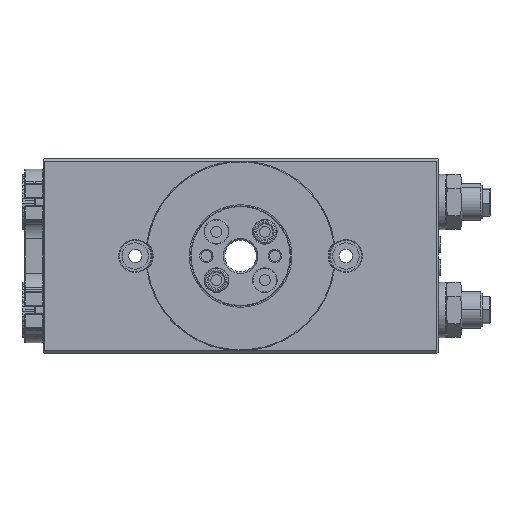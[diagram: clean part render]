
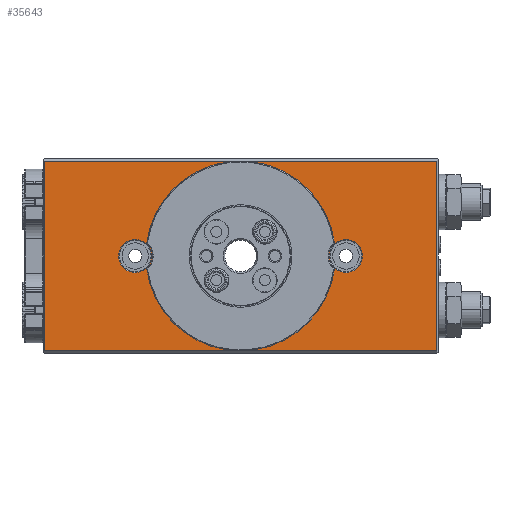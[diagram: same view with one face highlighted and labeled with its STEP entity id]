
A CAD part, front view. The second image highlights one B-rep face of the part: STEP entity #35643.
In plain terms, the highlighted planar face has unit normal (0, -1, 0).
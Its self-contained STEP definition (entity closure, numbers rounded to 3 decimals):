
#1545 = ORIENTED_EDGE ( 'NONE', *, *, #54234, .T. ) ;
#1886 = DIRECTION ( 'NONE',  ( 0., 0., -1. ) ) ;
#2223 = ORIENTED_EDGE ( 'NONE', *, *, #62946, .T. ) ;
#3622 = ORIENTED_EDGE ( 'NONE', *, *, #56860, .T. ) ;
#4796 = CIRCLE ( 'NONE', #30213, 6.3 ) ;
#5497 = VERTEX_POINT ( 'NONE', #40269 ) ;
#5657 = CARTESIAN_POINT ( 'NONE',  ( 40., 0., -6.3 ) ) ;
#5946 = DIRECTION ( 'NONE',  ( 0., 1., 0. ) ) ;
#6002 = CARTESIAN_POINT ( 'NONE',  ( 0., 0., 0. ) ) ;
#6825 = CARTESIAN_POINT ( 'NONE',  ( 74.5, 0., 36. ) ) ;
#7504 = ORIENTED_EDGE ( 'NONE', *, *, #24903, .T. ) ;
#8228 = DIRECTION ( 'NONE',  ( 0., 1., 0. ) ) ;
#8811 = VERTEX_POINT ( 'NONE', #51659 ) ;
#9792 = VERTEX_POINT ( 'NONE', #20587 ) ;
#9872 = CARTESIAN_POINT ( 'NONE',  ( 74.5, 0., 36. ) ) ;
#10068 = EDGE_CURVE ( 'NONE', #9792, #8811, #53544, .T. ) ;
#10270 = VERTEX_POINT ( 'NONE', #60301 ) ;
#10888 = CARTESIAN_POINT ( 'NONE',  ( 0., 0., 22.5 ) ) ;
#11098 = CIRCLE ( 'NONE', #12329, 6.3 ) ;
#11194 = DIRECTION ( 'NONE',  ( 0., 0., -1. ) ) ;
#12329 = AXIS2_PLACEMENT_3D ( 'NONE', #26513, #62526, #52575 ) ;
#14033 = ORIENTED_EDGE ( 'NONE', *, *, #43240, .F. ) ;
#14287 = DIRECTION ( 'NONE',  ( 0., 0., -1. ) ) ;
#14356 = EDGE_LOOP ( 'NONE', ( #3622, #2223 ) ) ;
#15178 = CIRCLE ( 'NONE', #30854, 6.3 ) ;
#15819 = PLANE ( 'NONE',  #29493 ) ;
#17439 = DIRECTION ( 'NONE',  ( 0., 0., -1. ) ) ;
#18167 = VERTEX_POINT ( 'NONE', #6825 ) ;
#19947 = CARTESIAN_POINT ( 'NONE',  ( 40., 0., 6.3 ) ) ;
#20587 = CARTESIAN_POINT ( 'NONE',  ( -74.5, 0., -36. ) ) ;
#22329 = LINE ( 'NONE', #54068, #41227 ) ;
#23181 = LINE ( 'NONE', #25013, #23979 ) ;
#23979 = VECTOR ( 'NONE', #14287, 1000. ) ;
#24132 = VERTEX_POINT ( 'NONE', #10888 ) ;
#24903 = EDGE_CURVE ( 'NONE', #59823, #9792, #23181, .T. ) ;
#25013 = CARTESIAN_POINT ( 'NONE',  ( -74.5, 0., -36. ) ) ;
#25622 = CIRCLE ( 'NONE', #49413, 22.5 ) ;
#25716 = VECTOR ( 'NONE', #60390, 1000. ) ;
#25757 = EDGE_CURVE ( 'NONE', #40111, #27875, #15178, .T. ) ;
#26396 = ORIENTED_EDGE ( 'NONE', *, *, #46027, .F. ) ;
#26513 = CARTESIAN_POINT ( 'NONE',  ( -40., 0., 0. ) ) ;
#27875 = VERTEX_POINT ( 'NONE', #5657 ) ;
#29493 = AXIS2_PLACEMENT_3D ( 'NONE', #31032, #31914, #61740 ) ;
#29536 = FACE_OUTER_BOUND ( 'NONE', #46466, .T. ) ;
#30213 = AXIS2_PLACEMENT_3D ( 'NONE', #57922, #37302, #1886 ) ;
#30841 = DIRECTION ( 'NONE',  ( 0., -1., 0. ) ) ;
#30854 = AXIS2_PLACEMENT_3D ( 'NONE', #56452, #5946, #11194 ) ;
#31032 = CARTESIAN_POINT ( 'NONE',  ( 0., 0., 0. ) ) ;
#31128 = FACE_BOUND ( 'NONE', #14356, .T. ) ;
#31914 = DIRECTION ( 'NONE',  ( 0., -1., 0. ) ) ;
#31993 = AXIS2_PLACEMENT_3D ( 'NONE', #48563, #8228, #47700 ) ;
#33440 = ORIENTED_EDGE ( 'NONE', *, *, #10068, .T. ) ;
#35091 = CIRCLE ( 'NONE', #57194, 22.5 ) ;
#35188 = EDGE_LOOP ( 'NONE', ( #45603, #54424 ) ) ;
#35643 = ADVANCED_FACE ( 'NONE', ( #31128, #42969, #29536, #49342 ), #15819, .T. ) ;
#37302 = DIRECTION ( 'NONE',  ( 0., 1., 0. ) ) ;
#39138 = LINE ( 'NONE', #9872, #25716 ) ;
#39287 = DIRECTION ( 'NONE',  ( 1., 0., 0. ) ) ;
#40111 = VERTEX_POINT ( 'NONE', #19947 ) ;
#40269 = CARTESIAN_POINT ( 'NONE',  ( -40., 0., -6.3 ) ) ;
#41106 = EDGE_CURVE ( 'NONE', #27875, #40111, #46351, .T. ) ;
#41191 = DIRECTION ( 'NONE',  ( 0., 0., -1. ) ) ;
#41227 = VECTOR ( 'NONE', #43426, 1000. ) ;
#42969 = FACE_BOUND ( 'NONE', #35188, .T. ) ;
#43240 = EDGE_CURVE ( 'NONE', #10270, #24132, #25622, .T. ) ;
#43426 = DIRECTION ( 'NONE',  ( -1., 0., 0. ) ) ;
#45008 = EDGE_CURVE ( 'NONE', #8811, #18167, #39138, .T. ) ;
#45603 = ORIENTED_EDGE ( 'NONE', *, *, #41106, .T. ) ;
#46027 = EDGE_CURVE ( 'NONE', #24132, #10270, #35091, .T. ) ;
#46351 = CIRCLE ( 'NONE', #31993, 6.3 ) ;
#46466 = EDGE_LOOP ( 'NONE', ( #33440, #52559, #1545, #7504 ) ) ;
#47700 = DIRECTION ( 'NONE',  ( 0., 0., -1. ) ) ;
#48563 = CARTESIAN_POINT ( 'NONE',  ( 40., 0., 0. ) ) ;
#49342 = FACE_BOUND ( 'NONE', #53478, .T. ) ;
#49413 = AXIS2_PLACEMENT_3D ( 'NONE', #52131, #57689, #17439 ) ;
#49449 = CARTESIAN_POINT ( 'NONE',  ( -40., 0., 6.3 ) ) ;
#51659 = CARTESIAN_POINT ( 'NONE',  ( 74.5, 0., -36. ) ) ;
#52131 = CARTESIAN_POINT ( 'NONE',  ( 0., 0., 0. ) ) ;
#52559 = ORIENTED_EDGE ( 'NONE', *, *, #45008, .T. ) ;
#52575 = DIRECTION ( 'NONE',  ( 0., 0., -1. ) ) ;
#53478 = EDGE_LOOP ( 'NONE', ( #14033, #26396 ) ) ;
#53544 = LINE ( 'NONE', #59455, #63799 ) ;
#54068 = CARTESIAN_POINT ( 'NONE',  ( -75., 0., 36. ) ) ;
#54234 = EDGE_CURVE ( 'NONE', #18167, #59823, #22329, .T. ) ;
#54424 = ORIENTED_EDGE ( 'NONE', *, *, #25757, .T. ) ;
#56262 = CARTESIAN_POINT ( 'NONE',  ( -74.5, 0., 36. ) ) ;
#56452 = CARTESIAN_POINT ( 'NONE',  ( 40., 0., 0. ) ) ;
#56860 = EDGE_CURVE ( 'NONE', #5497, #64182, #11098, .T. ) ;
#57194 = AXIS2_PLACEMENT_3D ( 'NONE', #6002, #30841, #41191 ) ;
#57689 = DIRECTION ( 'NONE',  ( 0., -1., 0. ) ) ;
#57922 = CARTESIAN_POINT ( 'NONE',  ( -40., 0., 0. ) ) ;
#59455 = CARTESIAN_POINT ( 'NONE',  ( 75., 0., -36. ) ) ;
#59823 = VERTEX_POINT ( 'NONE', #56262 ) ;
#60301 = CARTESIAN_POINT ( 'NONE',  ( 0., 0., -22.5 ) ) ;
#60390 = DIRECTION ( 'NONE',  ( 0., 0., 1. ) ) ;
#61740 = DIRECTION ( 'NONE',  ( 0., 0., -1. ) ) ;
#62526 = DIRECTION ( 'NONE',  ( 0., 1., 0. ) ) ;
#62946 = EDGE_CURVE ( 'NONE', #64182, #5497, #4796, .T. ) ;
#63799 = VECTOR ( 'NONE', #39287, 1000. ) ;
#64182 = VERTEX_POINT ( 'NONE', #49449 ) ;
